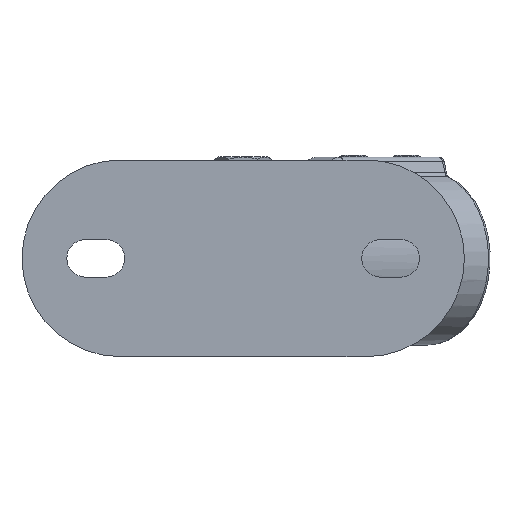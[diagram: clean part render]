
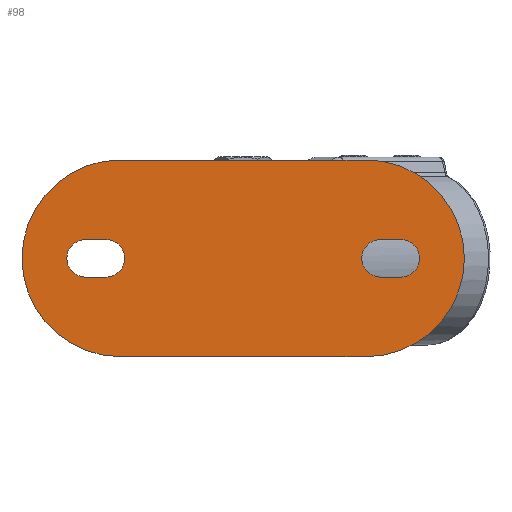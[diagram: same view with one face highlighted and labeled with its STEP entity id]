
A CAD part, front view. The second image highlights one B-rep face of the part: STEP entity #98.
In plain terms, the highlighted planar face has unit normal (0, -1, 0).
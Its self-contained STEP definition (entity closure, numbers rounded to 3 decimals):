
#98 = ADVANCED_FACE ( 'NONE', ( #10671, #9950, #7290 ), #12662, .F. ) ;
#158 = DIRECTION ( 'NONE',  ( 0., 0., 1. ) ) ;
#183 = AXIS2_PLACEMENT_3D ( 'NONE', #10633, #8340, #11820 ) ;
#198 = LINE ( 'NONE', #3316, #3262 ) ;
#439 = DIRECTION ( 'NONE',  ( 0., 0., 1. ) ) ;
#573 = VERTEX_POINT ( 'NONE', #6018 ) ;
#647 = DIRECTION ( 'NONE',  ( 1., 0., 0. ) ) ;
#711 = LINE ( 'NONE', #1869, #14727 ) ;
#1000 = ORIENTED_EDGE ( 'NONE', *, *, #8971, .T. ) ;
#1030 = DIRECTION ( 'NONE',  ( 0., 1., 0. ) ) ;
#1069 = EDGE_LOOP ( 'NONE', ( #6478, #14639, #10536, #13425 ) ) ;
#1107 = VECTOR ( 'NONE', #1179, 1000. ) ;
#1179 = DIRECTION ( 'NONE',  ( -1., 0., 0. ) ) ;
#1203 = DIRECTION ( 'NONE',  ( 1., 0., 0. ) ) ;
#1434 = CIRCLE ( 'NONE', #7360, 6.5 ) ;
#1578 = CIRCLE ( 'NONE', #5918, 6.5 ) ;
#1735 = VERTEX_POINT ( 'NONE', #3734 ) ;
#1869 = CARTESIAN_POINT ( 'NONE',  ( 54.5, -12., -22.5 ) ) ;
#1892 = VERTEX_POINT ( 'NONE', #9770 ) ;
#2192 = LINE ( 'NONE', #14262, #7261 ) ;
#2223 = DIRECTION ( 'NONE',  ( 0., 1., 0. ) ) ;
#2318 = EDGE_CURVE ( 'NONE', #6827, #573, #2192, .T. ) ;
#2406 = EDGE_CURVE ( 'NONE', #1735, #12151, #12238, .T. ) ;
#2538 = AXIS2_PLACEMENT_3D ( 'NONE', #11498, #9225, #158 ) ;
#2618 = CARTESIAN_POINT ( 'NONE',  ( 47.5, -12., -9.5 ) ) ;
#2848 = CIRCLE ( 'NONE', #8506, 6.5 ) ;
#3086 = VECTOR ( 'NONE', #10409, 1000. ) ;
#3262 = VECTOR ( 'NONE', #1203, 1000. ) ;
#3316 = CARTESIAN_POINT ( 'NONE',  ( 42.5, -12., 18. ) ) ;
#3630 = LINE ( 'NONE', #10245, #7774 ) ;
#3734 = CARTESIAN_POINT ( 'NONE',  ( -42.5, -12., -50. ) ) ;
#3751 = EDGE_CURVE ( 'NONE', #10083, #12151, #6096, .T. ) ;
#3925 = CARTESIAN_POINT ( 'NONE',  ( -42.5, -12., 18. ) ) ;
#4127 = EDGE_LOOP ( 'NONE', ( #12007, #12896, #6264, #11467 ) ) ;
#4304 = CARTESIAN_POINT ( 'NONE',  ( 47.5, -12., -22.5 ) ) ;
#4508 = EDGE_LOOP ( 'NONE', ( #1000, #6678, #13402, #7551 ) ) ;
#5253 = LINE ( 'NONE', #13904, #1107 ) ;
#5390 = VERTEX_POINT ( 'NONE', #9875 ) ;
#5464 = CARTESIAN_POINT ( 'NONE',  ( -47.5, -12., -16. ) ) ;
#5918 = AXIS2_PLACEMENT_3D ( 'NONE', #13819, #2223, #8035 ) ;
#6018 = CARTESIAN_POINT ( 'NONE',  ( -47.5, -12., -9.5 ) ) ;
#6096 = CIRCLE ( 'NONE', #183, 34. ) ;
#6098 = EDGE_CURVE ( 'NONE', #8601, #6415, #1578, .T. ) ;
#6264 = ORIENTED_EDGE ( 'NONE', *, *, #3751, .F. ) ;
#6403 = VERTEX_POINT ( 'NONE', #9533 ) ;
#6415 = VERTEX_POINT ( 'NONE', #2618 ) ;
#6478 = ORIENTED_EDGE ( 'NONE', *, *, #10271, .T. ) ;
#6544 = DIRECTION ( 'NONE',  ( 0., 0., 1. ) ) ;
#6561 = EDGE_CURVE ( 'NONE', #1892, #6827, #1434, .T. ) ;
#6678 = ORIENTED_EDGE ( 'NONE', *, *, #7818, .T. ) ;
#6827 = VERTEX_POINT ( 'NONE', #8773 ) ;
#6842 = EDGE_CURVE ( 'NONE', #14383, #8601, #711, .T. ) ;
#7023 = CIRCLE ( 'NONE', #11848, 6.5 ) ;
#7024 = CARTESIAN_POINT ( 'NONE',  ( 42.5, -12., -50. ) ) ;
#7247 = CARTESIAN_POINT ( 'NONE',  ( -54.5, -12., -16. ) ) ;
#7261 = VECTOR ( 'NONE', #647, 1000. ) ;
#7290 = FACE_OUTER_BOUND ( 'NONE', #4127, .T. ) ;
#7360 = AXIS2_PLACEMENT_3D ( 'NONE', #7247, #8587, #439 ) ;
#7551 = ORIENTED_EDGE ( 'NONE', *, *, #6098, .T. ) ;
#7774 = VECTOR ( 'NONE', #13430, 1000. ) ;
#7818 = EDGE_CURVE ( 'NONE', #6403, #14383, #2848, .T. ) ;
#8035 = DIRECTION ( 'NONE',  ( 0., 0., -1. ) ) ;
#8142 = DIRECTION ( 'NONE',  ( 0., 0., -1. ) ) ;
#8206 = CARTESIAN_POINT ( 'NONE',  ( 54.5, -12., -22.5 ) ) ;
#8340 = DIRECTION ( 'NONE',  ( 0., 1., 0. ) ) ;
#8506 = AXIS2_PLACEMENT_3D ( 'NONE', #11516, #12868, #8142 ) ;
#8587 = DIRECTION ( 'NONE',  ( 0., 1., 0. ) ) ;
#8601 = VERTEX_POINT ( 'NONE', #4304 ) ;
#8773 = CARTESIAN_POINT ( 'NONE',  ( -54.5, -12., -9.5 ) ) ;
#8782 = EDGE_CURVE ( 'NONE', #1735, #12839, #14403, .T. ) ;
#8865 = DIRECTION ( 'NONE',  ( 0., 0., 1. ) ) ;
#8971 = EDGE_CURVE ( 'NONE', #6415, #6403, #3630, .T. ) ;
#9145 = EDGE_CURVE ( 'NONE', #12839, #10083, #198, .T. ) ;
#9225 = DIRECTION ( 'NONE',  ( 0., 1., 0. ) ) ;
#9533 = CARTESIAN_POINT ( 'NONE',  ( 54.5, -12., -9.5 ) ) ;
#9770 = CARTESIAN_POINT ( 'NONE',  ( -54.5, -12., -22.5 ) ) ;
#9875 = CARTESIAN_POINT ( 'NONE',  ( -47.5, -12., -22.5 ) ) ;
#9950 = FACE_BOUND ( 'NONE', #1069, .T. ) ;
#10083 = VERTEX_POINT ( 'NONE', #13511 ) ;
#10245 = CARTESIAN_POINT ( 'NONE',  ( 54.5, -12., -9.5 ) ) ;
#10271 = EDGE_CURVE ( 'NONE', #5390, #1892, #5253, .T. ) ;
#10409 = DIRECTION ( 'NONE',  ( 1., 0., 0. ) ) ;
#10536 = ORIENTED_EDGE ( 'NONE', *, *, #2318, .T. ) ;
#10633 = CARTESIAN_POINT ( 'NONE',  ( 42.5, -12., -16. ) ) ;
#10671 = FACE_BOUND ( 'NONE', #4508, .T. ) ;
#11446 = EDGE_CURVE ( 'NONE', #573, #5390, #7023, .T. ) ;
#11467 = ORIENTED_EDGE ( 'NONE', *, *, #9145, .F. ) ;
#11498 = CARTESIAN_POINT ( 'NONE',  ( -42.5, -12., -16. ) ) ;
#11516 = CARTESIAN_POINT ( 'NONE',  ( 54.5, -12., -16. ) ) ;
#11820 = DIRECTION ( 'NONE',  ( 0., 0., -1. ) ) ;
#11848 = AXIS2_PLACEMENT_3D ( 'NONE', #5464, #12392, #8865 ) ;
#12007 = ORIENTED_EDGE ( 'NONE', *, *, #8782, .F. ) ;
#12082 = AXIS2_PLACEMENT_3D ( 'NONE', #13612, #1030, #6544 ) ;
#12135 = CARTESIAN_POINT ( 'NONE',  ( 42.5, -12., -50. ) ) ;
#12151 = VERTEX_POINT ( 'NONE', #12135 ) ;
#12238 = LINE ( 'NONE', #7024, #3086 ) ;
#12392 = DIRECTION ( 'NONE',  ( 0., 1., 0. ) ) ;
#12662 = PLANE ( 'NONE',  #2538 ) ;
#12839 = VERTEX_POINT ( 'NONE', #3925 ) ;
#12868 = DIRECTION ( 'NONE',  ( 0., 1., 0. ) ) ;
#12896 = ORIENTED_EDGE ( 'NONE', *, *, #2406, .T. ) ;
#13172 = DIRECTION ( 'NONE',  ( -1., 0., 0. ) ) ;
#13402 = ORIENTED_EDGE ( 'NONE', *, *, #6842, .T. ) ;
#13425 = ORIENTED_EDGE ( 'NONE', *, *, #11446, .T. ) ;
#13430 = DIRECTION ( 'NONE',  ( 1., 0., 0. ) ) ;
#13511 = CARTESIAN_POINT ( 'NONE',  ( 42.5, -12., 18. ) ) ;
#13612 = CARTESIAN_POINT ( 'NONE',  ( -42.5, -12., -16. ) ) ;
#13819 = CARTESIAN_POINT ( 'NONE',  ( 47.5, -12., -16. ) ) ;
#13904 = CARTESIAN_POINT ( 'NONE',  ( -54.5, -12., -22.5 ) ) ;
#14262 = CARTESIAN_POINT ( 'NONE',  ( -54.5, -12., -9.5 ) ) ;
#14383 = VERTEX_POINT ( 'NONE', #8206 ) ;
#14403 = CIRCLE ( 'NONE', #12082, 34. ) ;
#14639 = ORIENTED_EDGE ( 'NONE', *, *, #6561, .T. ) ;
#14727 = VECTOR ( 'NONE', #13172, 1000. ) ;
